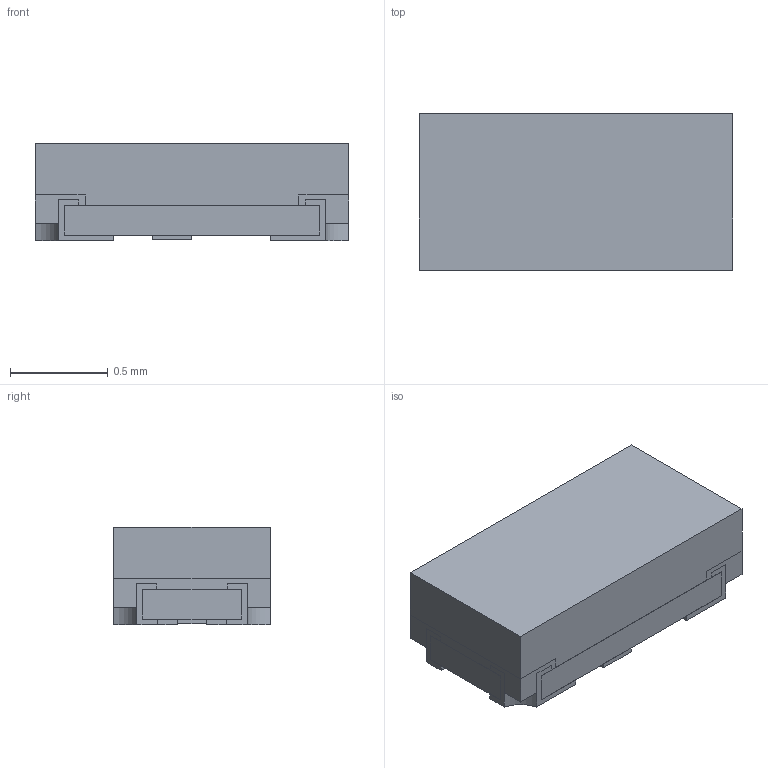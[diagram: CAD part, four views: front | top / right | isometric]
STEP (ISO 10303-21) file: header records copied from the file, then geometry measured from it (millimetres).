
FILE_DESCRIPTION(('FreeCAD Model'),'2;1');
FILE_NAME('Open CASCADE Shape Model','2022-05-03T16:45:33',('Author'),( ''),'Open CASCADE STEP processor 7.5','FreeCAD','Unknown');
FILE_SCHEMA(('AUTOMOTIVE_DESIGN { 1 0 10303 214 1 1 1 1 }'));
Length unit declared in the file: millimetre
Products named in the file (11): Part; APHF1619; APHF1620; APHF1621; APHF1622; APHF1623; APHF1624; APHF1625; APHF1626; APHF1627; APHF1628
Assembly tree (10 placements, depth 2):
  Part
    APHF1619
    APHF1620
    APHF1621
    APHF1622
    APHF1623
    APHF1624
    APHF1625
    APHF1626
    APHF1627
    APHF1628
Bounding box: 1.6 x 0.8 x 0.5 mm (x, y, z)
Volume: 0.6 mm3; surface area: 11.5 mm2
Topology: 10 solids, 10 shells, 226 faces, 618 edges, 412 vertices
Faces by surface type: plane 182, cylinder 44
Entity records: 15554 total; most frequent: CARTESIAN_POINT 2815, DIRECTION 2364, LINE 1678, VECTOR 1678, ORIENTED_EDGE 1236, PCURVE 1236, DEFINITIONAL_REPRESENTATION 1236, EDGE_CURVE 618
